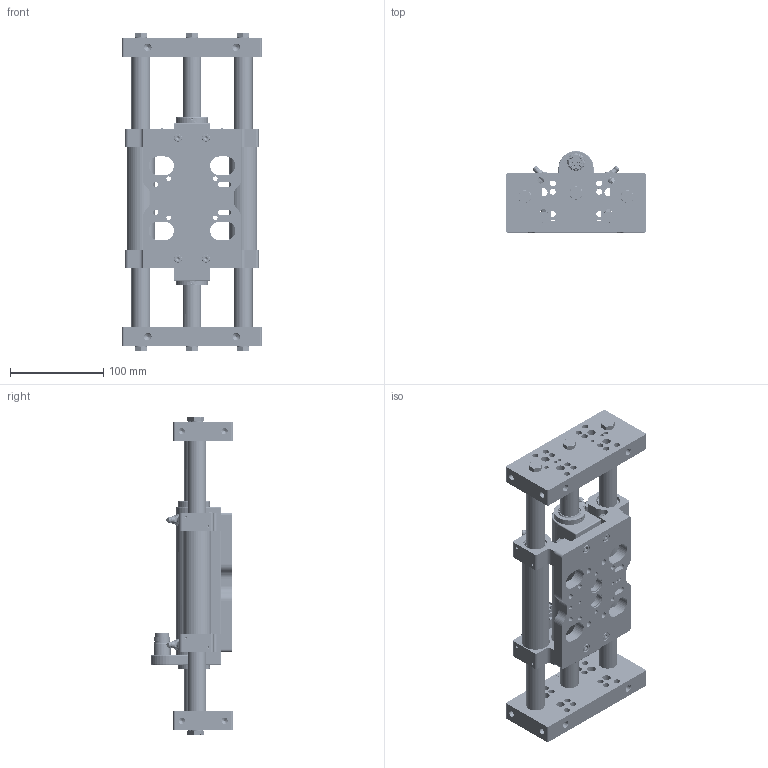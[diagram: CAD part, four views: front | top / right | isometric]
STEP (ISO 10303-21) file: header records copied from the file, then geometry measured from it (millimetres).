
FILE_DESCRIPTION (( 'STEP AP214' ), '1' );
FILE_NAME ('0186-2179_241002_SM02-37-342_110_1CS37Sx120F-HP-R.STEP', '2024-10-02T09:08:35', ( '' ), ( '' ), 'SwSTEP 2.0', 'SolidWorks 2024', '' );
FILE_SCHEMA (( 'AUTOMOTIVE_DESIGN' ));
Length unit declared in the file: millimetre
Products named in the file (25): 0180-2026_SM02k-37-EP; 0180-3497_SM02k-37S-RTS-R; 0186-1588_CS37Sx120F-HP-R; 0180-1355_PB01-37Sh-SSC_PB01h-37Sh_SSC-40; 0230-0616_6kt.-schr._M5x16_INOX; 0180-1622_SL01k-LR-30x...-SSC_SL01k-LR-30x148-SSC; 0150-4579_SL01-20x303-M8-SSC_SL01-20x303-M8-SSC; 0160-0793_Kugelscheibe_M8 x17x 8.4_INOX; 0230-0782_Zyl.-Schr._i-6kt_M5x12__INOX.SLDRPT; 0180-2025_SM02k-37x120-GP1; Stator_PS01-37Sx120F-HP-SSC-B02; 0180-1356_PB01-37Sv-SSC_PB01-37Sv_SSC-40; 0186-2179_241002_SM02-37-342_110_1CS37Sx120F-HP-R; 0230-0242_6kt.-schr._M8x20_INOX; 0180-2226_Dichtung_LBBR 20x28x5!19.4; 0160-3221_Linearkugellager_EXC-20-F-RB; 0186-1067_PS01-37Sx120F-HP-B02-SSCP-R; 0160-1944_SL01h-37Sx120-LRT; 0180-2051_PAW01-20-BL-Lf; 0180-3496_SM02k-37S-RTS-L; 0186-1477_PL01-20x310!260-HP-SF_PL01-20x310!260-HP-SF; 0230-0241_6kt.-schr._M8x30_INOX; 0186-2178_SM02-37-342; 0230-1118_H3-R1!8_V2A
Assembly tree (52 placements, depth 4):
  0186-2179_241002_SM02-37-342_110_1CS37Sx120F-HP-R
    0186-2178_SM02-37-342
      0180-2026_SM02k-37-EP  x2
      0186-1477_PL01-20x310!260-HP-SF_PL01-20x310!260-HP-SF
      0150-4579_SL01-20x303-M8-SSC_SL01-20x303-M8-SSC  x2
      0230-0241_6kt.-schr._M8x30_INOX  x4
      0230-0242_6kt.-schr._M8x20_INOX  x2
      0160-0793_Kugelscheibe_M8 x17x 8.4_INOX  x5
    0186-1588_CS37Sx120F-HP-R
      0180-2025_SM02k-37x120-GP1
      0186-1067_PS01-37Sx120F-HP-B02-SSCP-R
        0180-2051_PAW01-20-BL-Lf  x2
        Stator_PS01-37Sx120F-HP-SSC-B02
        0180-1355_PB01-37Sh-SSC_PB01h-37Sh_SSC-40
        0180-1356_PB01-37Sv-SSC_PB01-37Sv_SSC-40
      0230-0782_Zyl.-Schr._i-6kt_M5x12__INOX.SLDRPT  x4
      0180-3497_SM02k-37S-RTS-R  x2
      0180-3496_SM02k-37S-RTS-L  x2
      0160-1944_SL01h-37Sx120-LRT  x2
        0180-1622_SL01k-LR-30x...-SSC_SL01k-LR-30x148-SSC
        0160-3221_Linearkugellager_EXC-20-F-RB
        0180-2226_Dichtung_LBBR 20x28x5!19.4
        0160-3221_Linearkugellager_EXC-20-F-RB
      0230-0616_6kt.-schr._M5x16_INOX  x8
      0230-1118_H3-R1!8_V2A  x4
Bounding box: 150 x 88 x 341.64 mm (x, y, z)
Volume: 1171527.4 mm3; surface area: 386937.6 mm2
Topology: 52 solids, 52 shells, 2933 faces, 6505 edges, 3881 vertices
Faces by surface type: plane 1009, cone 961, cylinder 888, torus 36, bspline 33, sphere 6
Full cylindrical faces by diameter (mm): 1.15 x5, 1.2 x3, 2 x4, 2.1 x5, 2.5 x8, 3 x3, 3.2 x3, 4 x17, 4.2 x16, 5 x228, 5.3 x8, 5.5 x6, 6 x4, 6.8 x46, 8 x136, 8.4 x11, 8.5 x4, 8.8 x4, 9 x8, 9.5 x4, 9.728 x4, 10 x4, 13 x6, 13.8 x1, 14.05 x1, 14.2 x1, 15.5 x2, 15.54 x1, 15.7 x1, 16.2 x2
Entity records: 33790 total; most frequent: CARTESIAN_POINT 6988, DIRECTION 5577, ORIENTED_EDGE 4254, AXIS2_PLACEMENT_3D 2357, EDGE_CURVE 2127, EDGE_LOOP 1938, VERTEX_POINT 1607, FACE_OUTER_BOUND 1464
